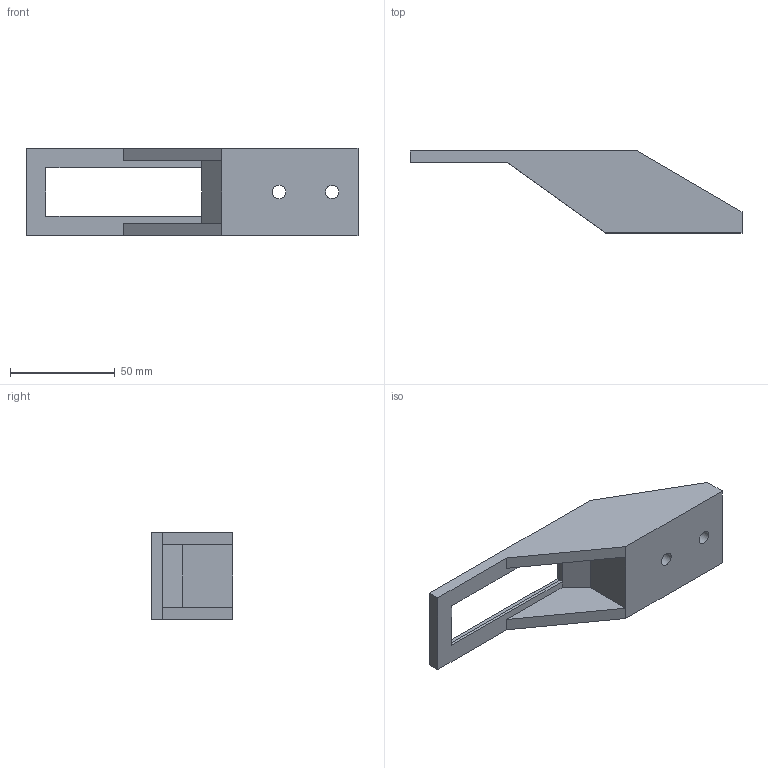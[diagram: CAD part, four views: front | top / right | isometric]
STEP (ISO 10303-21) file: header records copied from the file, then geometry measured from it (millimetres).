
FILE_DESCRIPTION(/* description */ (''),/* implementation_level */ '2;1');
FILE_NAME(/* name */ 'Slide Holder.step',/* time_stamp */ '2019-04-17T16:55:42-05:00',/* author */ ('savva.morozov'),/* organization */ (''),/* preprocessor_version */ 'ST-DEVELOPER v18',/* originating_system */ 'Autodesk Translation Framework v8.2.0.1029',/* authorisation */ '');
FILE_SCHEMA (('AUTOMOTIVE_DESIGN { 1 0 10303 214 3 1 1 }'));
Length unit declared in the file: millimetre
Products named in the file (1): Slide Holder
Bounding box: 158.15 x 39 x 41.9 mm (x, y, z)
Volume: 79375.4 mm3; surface area: 22472.6 mm2
Topology: 1 solids, 1 shells, 43 faces, 101 edges, 62 vertices
Faces by surface type: plane 35, cylinder 4, cone 3, bspline 1
Full cylindrical faces by diameter (mm): 6.4 x2, 12.6 x2
Entity records: 1322 total; most frequent: CARTESIAN_POINT 294, ORIENTED_EDGE 202, DIRECTION 195, EDGE_CURVE 101, LINE 89, VECTOR 89, VERTEX_POINT 62, AXIS2_PLACEMENT_3D 53
